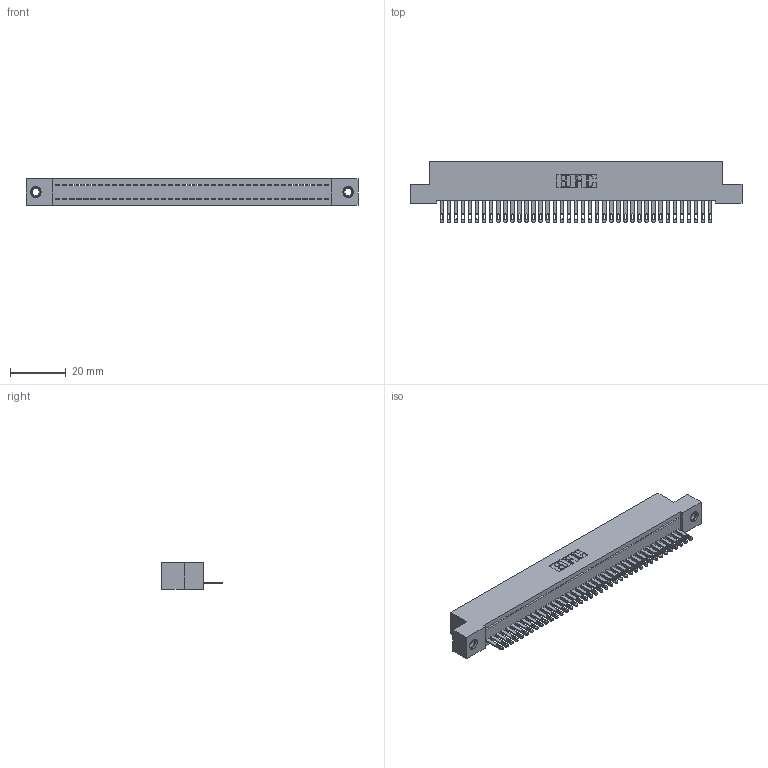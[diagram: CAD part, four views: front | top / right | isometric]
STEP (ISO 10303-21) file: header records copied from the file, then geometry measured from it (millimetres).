
FILE_DESCRIPTION (( 'STEP AP203' ), '1' );
FILE_NAME ('342-039-500-107.STEP', '2019-10-02T15:17:27', ( '' ), ( '' ), 'SwSTEP 2.0', 'SolidWorks 2016', '' );
FILE_SCHEMA (( 'CONFIG_CONTROL_DESIGN' ));
Length unit declared in the file: inch
Products named in the file (4): 342 Part_TI; 345-292-001_345-293-100; 345-250-001_345-250-005-103; 342-039-500-107
Assembly tree (42 placements, depth 2):
  342-039-500-107
    342 Part_TI
    345-292-001_345-293-100  x39
    345-250-001_345-250-005-103  x2
Bounding box: 119.38 x 21.85 x 9.4 mm (x, y, z)
Volume: 10467.6 mm3; surface area: 15424.2 mm2
Topology: 42 solids, 42 shells, 2276 faces, 6987 edges, 4650 vertices
Faces by surface type: plane 1502, cylinder 758, cone 12, torus 4
Entity records: 25214 total; most frequent: CARTESIAN_POINT 4330, ORIENTED_EDGE 4298, DIRECTION 3693, EDGE_CURVE 2149, LINE 1997, VECTOR 1997, VERTEX_POINT 1428, AXIS2_PLACEMENT_3D 848
